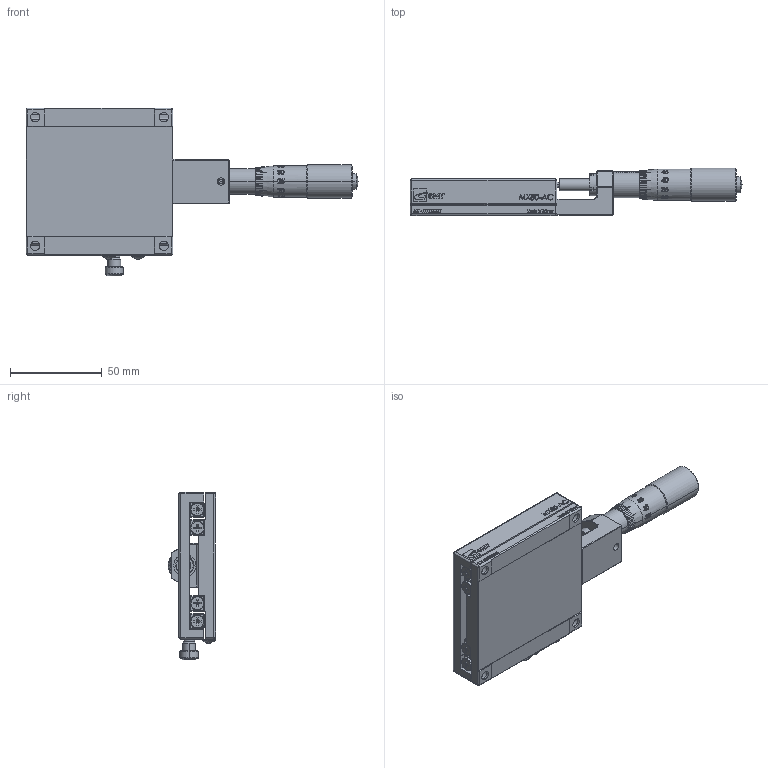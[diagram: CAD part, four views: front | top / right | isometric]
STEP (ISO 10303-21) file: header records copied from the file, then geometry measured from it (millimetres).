
FILE_DESCRIPTION (( 'STEP AP203' ), '1' );
FILE_NAME ('MX80-AC.STEP', '2013-04-29T01:39:12', ( '123' ), ( '' ), 'SwSTEP 2.0', 'SolidWorks 2013', '' );
FILE_SCHEMA (( 'CONFIG_CONTROL_DESIGN' ));
Products named in the file (3): MX80-AC; Group1^MX80-AC; Group2^MX80-AC
Assembly tree (2 placements, depth 2):
  MX80-AC
    Group1^MX80-AC
    Group2^MX80-AC
Bounding box: 180.7 x 25.8 x 91.4 mm (x, y, z)
Volume: 131899.5 mm3; surface area: 52776.7 mm2
Topology: 16 solids, 16 shells, 3242 faces, 8557 edges, 5511 vertices
Faces by surface type: plane 2030, cylinder 535, bspline 473, cone 144, torus 46, sphere 14
Entity records: 139505 total; most frequent: CARTESIAN_POINT 62220, ORIENTED_EDGE 17054, DIRECTION 14190, EDGE_CURVE 8527, VERTEX_POINT 5511, LINE 5390, VECTOR 5390, AXIS2_PLACEMENT_3D 4400
